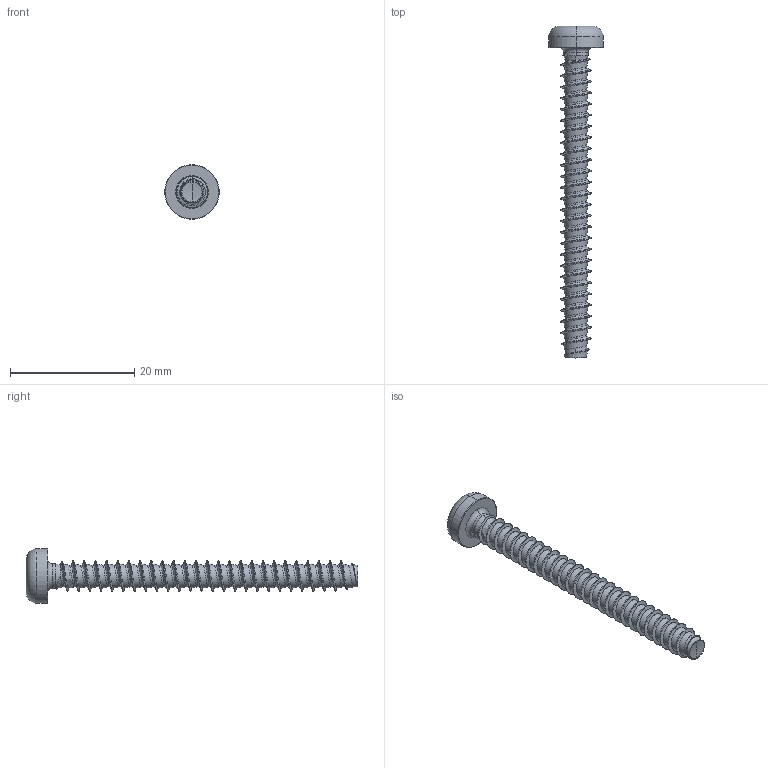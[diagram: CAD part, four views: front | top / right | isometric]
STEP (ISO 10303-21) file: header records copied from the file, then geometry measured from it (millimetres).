
FILE_DESCRIPTION (( 'STEP AP203' ), '1' );
FILE_NAME ('STP420500500.STEP', '2017-08-16T15:17:06', ( '' ), ( '' ), 'SwSTEP 2.0', 'SolidWorks 2015', '' );
FILE_SCHEMA (( 'CONFIG_CONTROL_DESIGN' ));
Length unit declared in the file: millimetre
Products named in the file (1): STP420500500
Bounding box: 8.8 x 53.49 x 8.8 mm (x, y, z)
Volume: 754 mm3; surface area: 1158.1 mm2
Topology: 1 solids, 1 shells, 142 faces, 364 edges, 226 vertices
Faces by surface type: cylinder 80, bspline 35, cone 10, torus 10, sphere 4, plane 3
Entity records: 38418 total; most frequent: CARTESIAN_POINT 35431, ORIENTED_EDGE 728, DIRECTION 456, EDGE_CURVE 364, VERTEX_POINT 226, AXIS2_PLACEMENT_3D 181, EDGE_LOOP 144, B_SPLINE_CURVE_WITH_KNOTS 143
